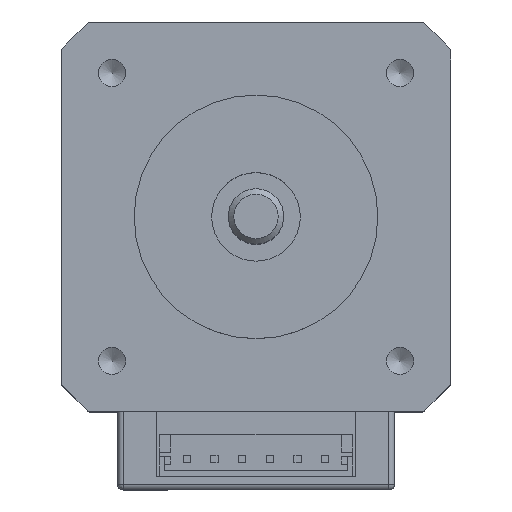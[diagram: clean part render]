
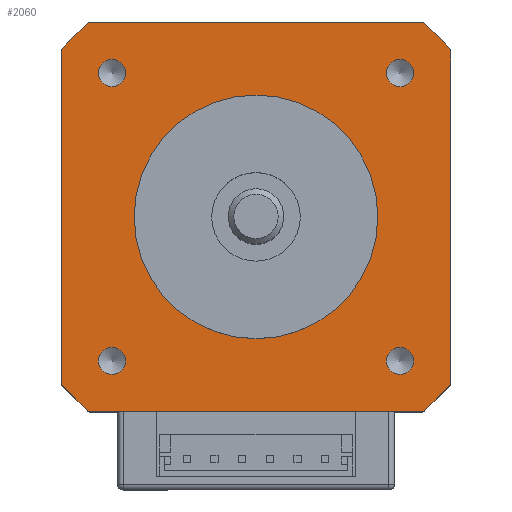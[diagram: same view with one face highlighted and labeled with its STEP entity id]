
A CAD part, top view. The second image highlights one B-rep face of the part: STEP entity #2060.
In plain terms, the highlighted planar face has unit normal (0, 0, 1).
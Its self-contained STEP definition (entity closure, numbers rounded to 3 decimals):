
#1750=CARTESIAN_POINT('',(0.,-11.,27.5));
#1751=VERTEX_POINT('',#1750);
#1752=CARTESIAN_POINT('',(0.,0.,27.5));
#1753=DIRECTION('',(0.0,0.0,-1.0));
#1754=DIRECTION('',(0.0,1.0,0.0));
#1755=AXIS2_PLACEMENT_3D('',#1752,#1753,#1754);
#1756=CIRCLE('',#1755,11.0);
#1757=EDGE_CURVE('',#1751,#1751,#1756,.T.);
#1798=CARTESIAN_POINT('',(-15.246,17.454,27.5));
#1799=VERTEX_POINT('',#1798);
#1806=CARTESIAN_POINT('',(-14.893,17.6,27.5));
#1807=VERTEX_POINT('',#1806);
#1808=CARTESIAN_POINT('',(-14.893,17.1,27.5));
#1809=DIRECTION('',(0.,0.,-1.0));
#1810=DIRECTION('',(-0.383,0.924,0.));
#1811=AXIS2_PLACEMENT_3D('',#1808,#1809,#1810);
#1812=CIRCLE('',#1811,0.5);
#1813=EDGE_CURVE('',#1799,#1807,#1812,.T.);
#1830=CARTESIAN_POINT('',(14.893,17.6,27.5));
#1831=VERTEX_POINT('',#1830);
#1832=CARTESIAN_POINT('',(-14.893,17.6,27.5));
#1833=DIRECTION('',(1.0,0.0,0.0));
#1834=VECTOR('',#1833,29.786);
#1835=LINE('',#1832,#1834);
#1836=EDGE_CURVE('',#1807,#1831,#1835,.T.);
#1887=CARTESIAN_POINT('',(8.594,-8.594,27.5));
#1888=DIRECTION('',(0.0,0.0,-1.0));
#1889=DIRECTION('',(0.0,1.0,0.0));
#1890=AXIS2_PLACEMENT_3D('',#1887,#1888,#1889);
#1891=PLANE('',#1890);
#1892=ORIENTED_EDGE('',*,*,#1813,.F.);
#1893=CARTESIAN_POINT('',(-17.454,15.246,27.5));
#1894=VERTEX_POINT('',#1893);
#1895=CARTESIAN_POINT('',(-17.454,15.246,27.5));
#1896=DIRECTION('',(0.707,0.707,0.0));
#1897=VECTOR('',#1896,3.121);
#1898=LINE('',#1895,#1897);
#1899=EDGE_CURVE('',#1894,#1799,#1898,.T.);
#1900=ORIENTED_EDGE('',*,*,#1899,.F.);
#1901=CARTESIAN_POINT('',(-17.6,14.893,27.5));
#1902=VERTEX_POINT('',#1901);
#1903=CARTESIAN_POINT('',(-17.1,14.893,27.5));
#1904=DIRECTION('',(0.,0.,-1.0));
#1905=DIRECTION('',(-0.924,0.383,0.));
#1906=AXIS2_PLACEMENT_3D('',#1903,#1904,#1905);
#1907=CIRCLE('',#1906,0.5);
#1908=EDGE_CURVE('',#1902,#1894,#1907,.T.);
#1909=ORIENTED_EDGE('',*,*,#1908,.F.);
#1910=CARTESIAN_POINT('',(-17.6,-14.893,27.5));
#1911=VERTEX_POINT('',#1910);
#1912=CARTESIAN_POINT('',(-17.6,-14.893,27.5));
#1913=DIRECTION('',(0.0,1.0,0.0));
#1914=VECTOR('',#1913,29.786);
#1915=LINE('',#1912,#1914);
#1916=EDGE_CURVE('',#1911,#1902,#1915,.T.);
#1917=ORIENTED_EDGE('',*,*,#1916,.F.);
#1918=CARTESIAN_POINT('',(-17.454,-15.246,27.5));
#1919=VERTEX_POINT('',#1918);
#1920=CARTESIAN_POINT('',(-17.1,-14.893,27.5));
#1921=DIRECTION('',(0.,0.,-1.0));
#1922=DIRECTION('',(-0.924,-0.383,0.));
#1923=AXIS2_PLACEMENT_3D('',#1920,#1921,#1922);
#1924=CIRCLE('',#1923,0.5);
#1925=EDGE_CURVE('',#1919,#1911,#1924,.T.);
#1926=ORIENTED_EDGE('',*,*,#1925,.F.);
#1927=CARTESIAN_POINT('',(-15.246,-17.454,27.5));
#1928=VERTEX_POINT('',#1927);
#1929=CARTESIAN_POINT('',(-15.246,-17.454,27.5));
#1930=DIRECTION('',(-0.707,0.707,0.0));
#1931=VECTOR('',#1930,3.121);
#1932=LINE('',#1929,#1931);
#1933=EDGE_CURVE('',#1928,#1919,#1932,.T.);
#1934=ORIENTED_EDGE('',*,*,#1933,.F.);
#1935=CARTESIAN_POINT('',(-14.893,-17.6,27.5));
#1936=VERTEX_POINT('',#1935);
#1937=CARTESIAN_POINT('',(-14.893,-17.1,27.5));
#1938=DIRECTION('',(0.,0.,-1.));
#1939=DIRECTION('',(-0.383,-0.924,0.));
#1940=AXIS2_PLACEMENT_3D('',#1937,#1938,#1939);
#1941=CIRCLE('',#1940,0.5);
#1942=EDGE_CURVE('',#1936,#1928,#1941,.T.);
#1943=ORIENTED_EDGE('',*,*,#1942,.F.);
#1944=CARTESIAN_POINT('',(14.893,-17.6,27.5));
#1945=VERTEX_POINT('',#1944);
#1946=CARTESIAN_POINT('',(14.893,-17.6,27.5));
#1947=DIRECTION('',(-1.0,0.0,0.0));
#1948=VECTOR('',#1947,29.786);
#1949=LINE('',#1946,#1948);
#1950=EDGE_CURVE('',#1945,#1936,#1949,.T.);
#1951=ORIENTED_EDGE('',*,*,#1950,.F.);
#1952=CARTESIAN_POINT('',(15.246,-17.454,27.5));
#1953=VERTEX_POINT('',#1952);
#1954=CARTESIAN_POINT('',(14.893,-17.1,27.5));
#1955=DIRECTION('',(0.,0.,-1.0));
#1956=DIRECTION('',(0.383,-0.924,0.));
#1957=AXIS2_PLACEMENT_3D('',#1954,#1955,#1956);
#1958=CIRCLE('',#1957,0.5);
#1959=EDGE_CURVE('',#1953,#1945,#1958,.T.);
#1960=ORIENTED_EDGE('',*,*,#1959,.F.);
#1961=CARTESIAN_POINT('',(17.454,-15.246,27.5));
#1962=VERTEX_POINT('',#1961);
#1963=CARTESIAN_POINT('',(17.454,-15.246,27.5));
#1964=DIRECTION('',(-0.707,-0.707,0.0));
#1965=VECTOR('',#1964,3.121);
#1966=LINE('',#1963,#1965);
#1967=EDGE_CURVE('',#1962,#1953,#1966,.T.);
#1968=ORIENTED_EDGE('',*,*,#1967,.F.);
#1969=CARTESIAN_POINT('',(17.6,-14.893,27.5));
#1970=VERTEX_POINT('',#1969);
#1971=CARTESIAN_POINT('',(17.1,-14.893,27.5));
#1972=DIRECTION('',(0.,0.,-1.0));
#1973=DIRECTION('',(0.924,-0.383,0.));
#1974=AXIS2_PLACEMENT_3D('',#1971,#1972,#1973);
#1975=CIRCLE('',#1974,0.5);
#1976=EDGE_CURVE('',#1970,#1962,#1975,.T.);
#1977=ORIENTED_EDGE('',*,*,#1976,.F.);
#1978=CARTESIAN_POINT('',(17.6,14.893,27.5));
#1979=VERTEX_POINT('',#1978);
#1980=CARTESIAN_POINT('',(17.6,14.893,27.5));
#1981=DIRECTION('',(0.0,-1.0,0.0));
#1982=VECTOR('',#1981,29.786);
#1983=LINE('',#1980,#1982);
#1984=EDGE_CURVE('',#1979,#1970,#1983,.T.);
#1985=ORIENTED_EDGE('',*,*,#1984,.F.);
#1986=CARTESIAN_POINT('',(17.454,15.246,27.5));
#1987=VERTEX_POINT('',#1986);
#1988=CARTESIAN_POINT('',(17.1,14.893,27.5));
#1989=DIRECTION('',(0.,0.,-1.0));
#1990=DIRECTION('',(0.924,0.383,0.));
#1991=AXIS2_PLACEMENT_3D('',#1988,#1989,#1990);
#1992=CIRCLE('',#1991,0.5);
#1993=EDGE_CURVE('',#1987,#1979,#1992,.T.);
#1994=ORIENTED_EDGE('',*,*,#1993,.F.);
#1995=CARTESIAN_POINT('',(15.246,17.454,27.5));
#1996=VERTEX_POINT('',#1995);
#1997=CARTESIAN_POINT('',(15.246,17.454,27.5));
#1998=DIRECTION('',(0.707,-0.707,0.0));
#1999=VECTOR('',#1998,3.121);
#2000=LINE('',#1997,#1999);
#2001=EDGE_CURVE('',#1996,#1987,#2000,.T.);
#2002=ORIENTED_EDGE('',*,*,#2001,.F.);
#2003=CARTESIAN_POINT('',(14.893,17.1,27.5));
#2004=DIRECTION('',(0.,0.,-1.));
#2005=DIRECTION('',(0.383,0.924,0.));
#2006=AXIS2_PLACEMENT_3D('',#2003,#2004,#2005);
#2007=CIRCLE('',#2006,0.5);
#2008=EDGE_CURVE('',#1831,#1996,#2007,.T.);
#2009=ORIENTED_EDGE('',*,*,#2008,.F.);
#2010=ORIENTED_EDGE('',*,*,#1836,.F.);
#2011=EDGE_LOOP('',(#1892,#1900,#1909,#1917,#1926,#1934,#1943,#1951,#1960,#1968,#1977,#1985,#1994,#2002,#2009,#2010));
#2012=FACE_OUTER_BOUND('',#2011,.T.);
#2013=ORIENTED_EDGE('',*,*,#1757,.T.);
#2014=EDGE_LOOP('',(#2013));
#2015=FACE_BOUND('',#2014,.T.);
#2016=CARTESIAN_POINT('',(-13.,11.77,27.5));
#2017=VERTEX_POINT('',#2016);
#2018=CARTESIAN_POINT('',(-13.,13.,27.5));
#2019=DIRECTION('',(0.0,0.0,-1.0));
#2020=DIRECTION('',(0.0,-1.0,0.0));
#2021=AXIS2_PLACEMENT_3D('',#2018,#2019,#2020);
#2022=CIRCLE('',#2021,1.23);
#2023=EDGE_CURVE('',#2017,#2017,#2022,.T.);
#2024=ORIENTED_EDGE('',*,*,#2023,.T.);
#2025=EDGE_LOOP('',(#2024));
#2026=FACE_BOUND('',#2025,.T.);
#2027=CARTESIAN_POINT('',(-13.,-14.23,27.5));
#2028=VERTEX_POINT('',#2027);
#2029=CARTESIAN_POINT('',(-13.,-13.,27.5));
#2030=DIRECTION('',(0.0,0.0,-1.0));
#2031=DIRECTION('',(0.0,-1.0,0.0));
#2032=AXIS2_PLACEMENT_3D('',#2029,#2030,#2031);
#2033=CIRCLE('',#2032,1.23);
#2034=EDGE_CURVE('',#2028,#2028,#2033,.T.);
#2035=ORIENTED_EDGE('',*,*,#2034,.T.);
#2036=EDGE_LOOP('',(#2035));
#2037=FACE_BOUND('',#2036,.T.);
#2038=CARTESIAN_POINT('',(13.,-14.229,27.5));
#2039=VERTEX_POINT('',#2038);
#2040=CARTESIAN_POINT('',(13.,-13.,27.5));
#2041=DIRECTION('',(0.0,0.0,-1.0));
#2042=DIRECTION('',(0.0,-1.0,0.0));
#2043=AXIS2_PLACEMENT_3D('',#2040,#2041,#2042);
#2044=CIRCLE('',#2043,1.23);
#2045=EDGE_CURVE('',#2039,#2039,#2044,.T.);
#2046=ORIENTED_EDGE('',*,*,#2045,.T.);
#2047=EDGE_LOOP('',(#2046));
#2048=FACE_BOUND('',#2047,.T.);
#2049=CARTESIAN_POINT('',(13.,11.771,27.5));
#2050=VERTEX_POINT('',#2049);
#2051=CARTESIAN_POINT('',(13.,13.,27.5));
#2052=DIRECTION('',(0.0,0.0,-1.0));
#2053=DIRECTION('',(0.0,-1.0,0.0));
#2054=AXIS2_PLACEMENT_3D('',#2051,#2052,#2053);
#2055=CIRCLE('',#2054,1.23);
#2056=EDGE_CURVE('',#2050,#2050,#2055,.T.);
#2057=ORIENTED_EDGE('',*,*,#2056,.T.);
#2058=EDGE_LOOP('',(#2057));
#2059=FACE_BOUND('',#2058,.T.);
#2060=ADVANCED_FACE('',(#2012,#2015,#2026,#2037,#2048,#2059),#1891,.F.);
